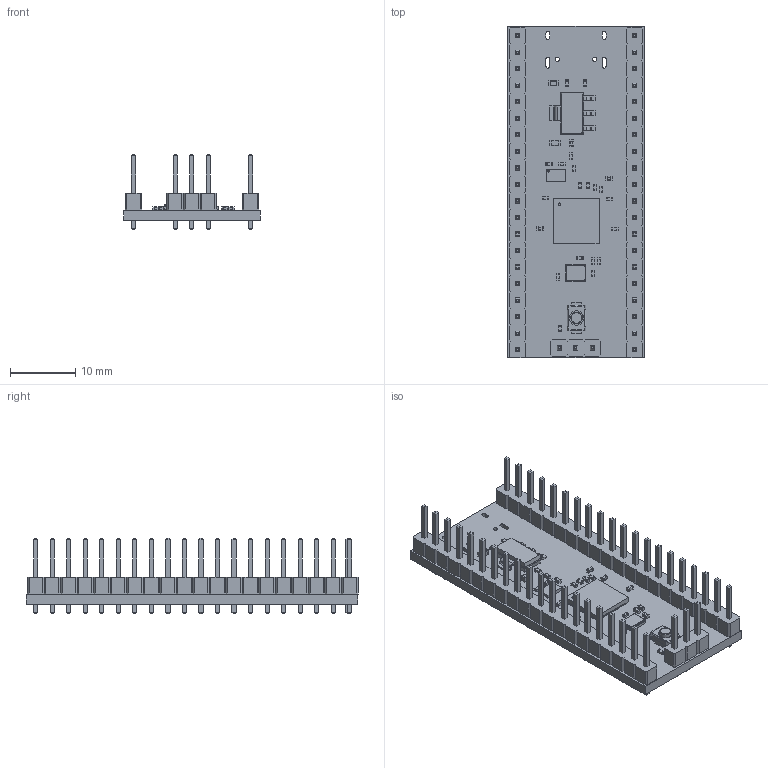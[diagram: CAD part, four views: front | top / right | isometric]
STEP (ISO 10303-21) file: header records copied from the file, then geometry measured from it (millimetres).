
FILE_DESCRIPTION(('KiCad electronic assembly'),'2;1');
FILE_NAME('devboard.step','2025-11-25T22:20:15',('Pcbnew'),('Kicad'), 'Open CASCADE STEP processor 7.8','KiCad to STEP converter','Unknown' );
FILE_SCHEMA(('AUTOMOTIVE_DESIGN { 1 0 10303 214 1 1 1 1 }'));
Length unit declared in the file: millimetre
Products named in the file (12): devboard 1; SW_Push_SPST_NO_Alps_SKRK; C_0402_1005Metric; Crystal_SMD_3225-4Pin_3.2x2.5mm; R_0402_1005Metric; SOT-223; QFN-56-1EP_7x7mm_P0.4mm_EP3.2x3.2mm; C_0603_1608Metric; PinHeader_1x20_P2.54mm_Vertical; PinHeader_1x03_P2.54mm_Vertical; Winbond_USON-8-1EP_3x2mm_P0.5mm_EP0.2x1.6mm; devboard_PCB
Assembly tree (33 placements, depth 2):
  devboard 1
    SW_Push_SPST_NO_Alps_SKRK
    C_0402_1005Metric  x15
    Crystal_SMD_3225-4Pin_3.2x2.5mm
    R_0402_1005Metric  x7
    SOT-223
    QFN-56-1EP_7x7mm_P0.4mm_EP3.2x3.2mm
    C_0603_1608Metric  x2
    PinHeader_1x20_P2.54mm_Vertical  x2
    PinHeader_1x03_P2.54mm_Vertical
    Winbond_USON-8-1EP_3x2mm_P0.5mm_EP0.2x1.6mm
    devboard_PCB
Bounding box: 21 x 51.03 x 11.54 mm (x, y, z)
Volume: 2517.9 mm3; surface area: 5045.6 mm2
Topology: 33 solids, 33 shells, 2411 faces, 6248 edges, 4020 vertices
Faces by surface type: plane 2045, cylinder 357, bspline 8, torus 1
Full cylindrical faces by diameter (mm): 0.25 x1, 0.4 x1, 0.65 x2, 1 x43, 1.8 x1, 2.2 x1
Entity records: 51817 total; most frequent: CARTESIAN_POINT 7327, ORIENTED_EDGE 7195, DIRECTION 6597, EDGE_CURVE 3594, LINE 3321, VECTOR 3321, VERTEX_POINT 2312, AXIS2_PLACEMENT_3D 1638
